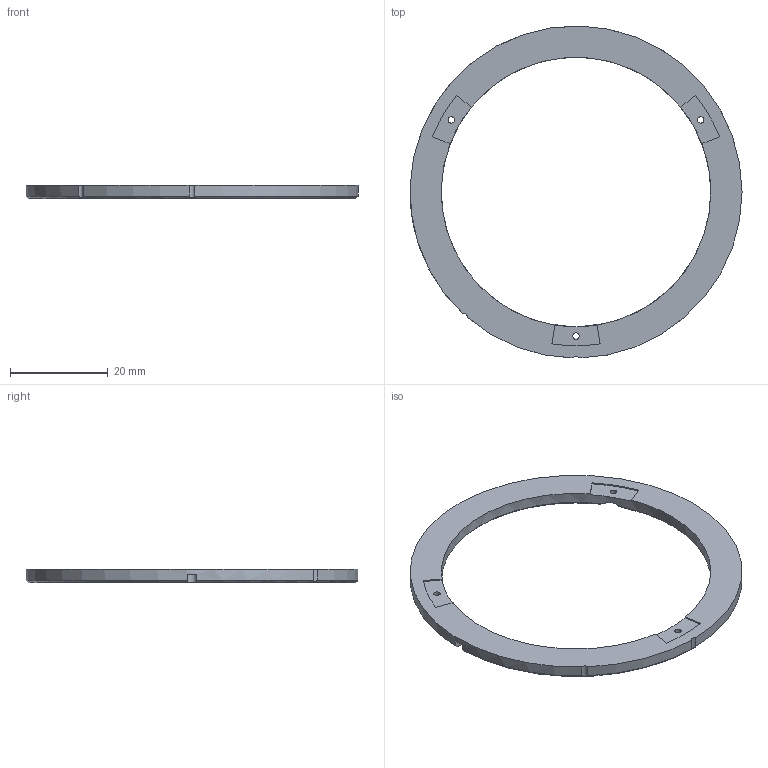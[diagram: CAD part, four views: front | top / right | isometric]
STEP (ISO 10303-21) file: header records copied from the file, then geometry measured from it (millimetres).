
FILE_DESCRIPTION(('HOOPS Exchange Step'),'2;1');
FILE_NAME('temp_export','2023-06-13T19:31:59-04:00',('gmoua'),('Shapr3D Limited'),'HOOPS Exchange 2022.2','Shapr3D','Authorized');
FILE_SCHEMA( ('AUTOMOTIVE_DESIGN { 1 0 10303 214 1 1 1 1 }') );
Length unit declared in the file: millimetre
Products named in the file (1): Z Mount Cap
Bounding box: 68 x 67.99 x 2.75 mm (x, y, z)
Volume: 3239.4 mm3; surface area: 3472.1 mm2
Topology: 1 solids, 1 shells, 39 faces, 116 edges, 79 vertices
Faces by surface type: plane 17, cylinder 13, cone 9
Full cylindrical faces by diameter (mm): 1.3 x3, 55.2 x1
Entity records: 1532 total; most frequent: CARTESIAN_POINT 379, DIRECTION 238, ORIENTED_EDGE 232, EDGE_CURVE 116, AXIS2_PLACEMENT_3D 96, VERTEX_POINT 79, CIRCLE 56, EDGE_LOOP 47
